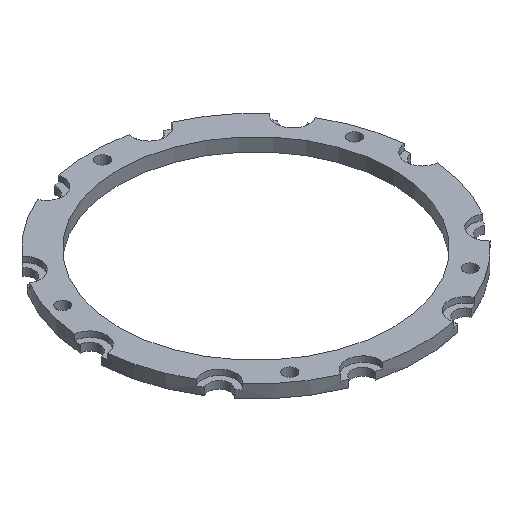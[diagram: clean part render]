
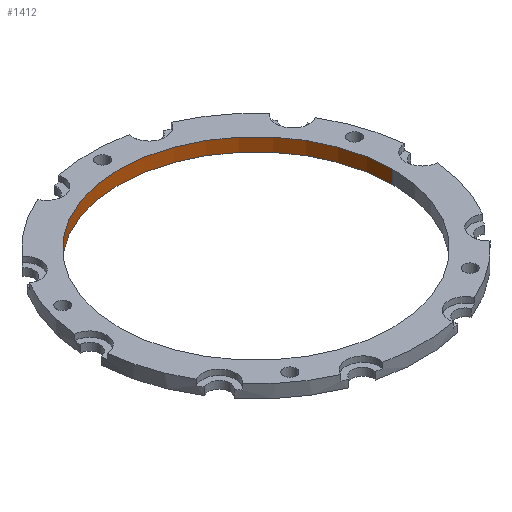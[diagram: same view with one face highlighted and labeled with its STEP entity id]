
A CAD part, isometric view. The second image highlights one B-rep face of the part: STEP entity #1412.
In plain terms, the highlighted cylindrical face has radius 90.5 mm (diameter 181 mm), a partial arc.
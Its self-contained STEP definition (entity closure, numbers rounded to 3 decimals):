
#80 = ORIENTED_EDGE ( 'NONE', *, *, #2082, .F. ) ;
#92 = EDGE_LOOP ( 'NONE', ( #80, #1691, #781, #639 ) ) ;
#96 = EDGE_CURVE ( 'NONE', #1884, #210, #1762, .T. ) ;
#210 = VERTEX_POINT ( 'NONE', #1650 ) ;
#244 = AXIS2_PLACEMENT_3D ( 'NONE', #302, #2065, #994 ) ;
#298 = CARTESIAN_POINT ( 'NONE',  ( -90.5, 0., 8.7 ) ) ;
#302 = CARTESIAN_POINT ( 'NONE',  ( 0., 0., 8.7 ) ) ;
#368 = VECTOR ( 'NONE', #381, 1000. ) ;
#381 = DIRECTION ( 'NONE',  ( 0., 0., -1. ) ) ;
#414 = CARTESIAN_POINT ( 'NONE',  ( 90.5, 0., 8.7 ) ) ;
#632 = DIRECTION ( 'NONE',  ( 1., 0., 0. ) ) ;
#639 = ORIENTED_EDGE ( 'NONE', *, *, #1255, .F. ) ;
#726 = VERTEX_POINT ( 'NONE', #796 ) ;
#781 = ORIENTED_EDGE ( 'NONE', *, *, #96, .T. ) ;
#796 = CARTESIAN_POINT ( 'NONE',  ( 90.5, 0., 8.7 ) ) ;
#798 = VERTEX_POINT ( 'NONE', #818 ) ;
#818 = CARTESIAN_POINT ( 'NONE',  ( 90.5, 0., 0. ) ) ;
#939 = CIRCLE ( 'NONE', #2210, 90.5 ) ;
#953 = CARTESIAN_POINT ( 'NONE',  ( 0., 0., 8.7 ) ) ;
#994 = DIRECTION ( 'NONE',  ( -1., 0., 0. ) ) ;
#1048 = CARTESIAN_POINT ( 'NONE',  ( 0., 0., 0. ) ) ;
#1255 = EDGE_CURVE ( 'NONE', #798, #210, #939, .T. ) ;
#1256 = CARTESIAN_POINT ( 'NONE',  ( -90.5, 0., 8.7 ) ) ;
#1334 = CYLINDRICAL_SURFACE ( 'NONE', #244, 90.5 ) ;
#1400 = DIRECTION ( 'NONE',  ( 1., 0., 0. ) ) ;
#1412 = ADVANCED_FACE ( 'NONE', ( #1863 ), #1334, .F. ) ;
#1526 = DIRECTION ( 'NONE',  ( 0., 0., 1. ) ) ;
#1591 = LINE ( 'NONE', #414, #1983 ) ;
#1610 = AXIS2_PLACEMENT_3D ( 'NONE', #953, #2161, #632 ) ;
#1650 = CARTESIAN_POINT ( 'NONE',  ( -90.5, 0., 0. ) ) ;
#1691 = ORIENTED_EDGE ( 'NONE', *, *, #1843, .T. ) ;
#1762 = LINE ( 'NONE', #1256, #368 ) ;
#1843 = EDGE_CURVE ( 'NONE', #726, #1884, #2154, .T. ) ;
#1863 = FACE_OUTER_BOUND ( 'NONE', #92, .T. ) ;
#1884 = VERTEX_POINT ( 'NONE', #298 ) ;
#1941 = DIRECTION ( 'NONE',  ( 0., 0., -1. ) ) ;
#1983 = VECTOR ( 'NONE', #1941, 1000. ) ;
#2065 = DIRECTION ( 'NONE',  ( 0., 0., -1. ) ) ;
#2082 = EDGE_CURVE ( 'NONE', #726, #798, #1591, .T. ) ;
#2154 = CIRCLE ( 'NONE', #1610, 90.5 ) ;
#2161 = DIRECTION ( 'NONE',  ( 0., 0., 1. ) ) ;
#2210 = AXIS2_PLACEMENT_3D ( 'NONE', #1048, #1526, #1400 ) ;
